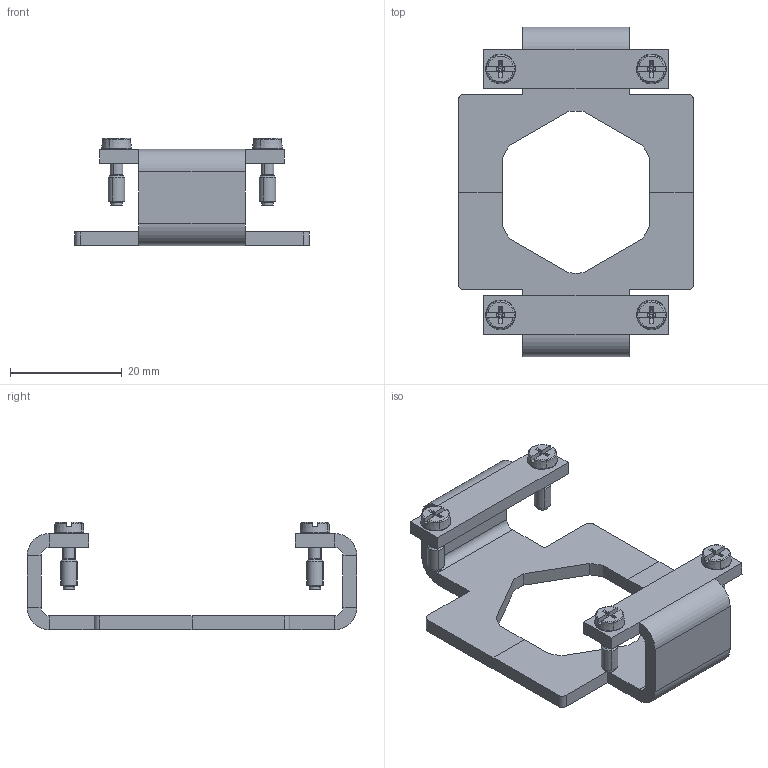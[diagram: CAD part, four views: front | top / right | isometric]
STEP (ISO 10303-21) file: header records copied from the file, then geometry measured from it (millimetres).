
FILE_DESCRIPTION(('CATIA V5 STEP','CAx-IF Rec.Pracs.--- Model Styling and Organization---1.2---2011-12-15'),'2;1');
FILE_NAME ('13375847_2', '2018-07-30T13:19:19+00:00', ('none'), ('Weidmueller'), 'CATIA Version 5-6 Release 2014 SP4 HF52', 'CATIA V5 STEP AP214', 'none');
FILE_SCHEMA(('AUTOMOTIVE_DESIGN { 1 0 10303 214 1 1 1 1 }'));
Length unit declared in the file: millimetre
Products named in the file (1): 1103680000
Bounding box: 42 x 59 x 19.25 mm (x, y, z)
Volume: 6116.6 mm3; surface area: 6357.3 mm2
Topology: 1 solids, 1 shells, 448 faces, 1428 edges, 904 vertices
Faces by surface type: plane 318, cylinder 58, torus 40, cone 32
Entity records: 16689 total; most frequent: CARTESIAN_POINT 5121, ORIENTED_EDGE 2840, DIRECTION 1714, EDGE_CURVE 1420, VERTEX_POINT 904, VECTOR 732, LINE 732, AXIS2_PLACEMENT_3D 639
